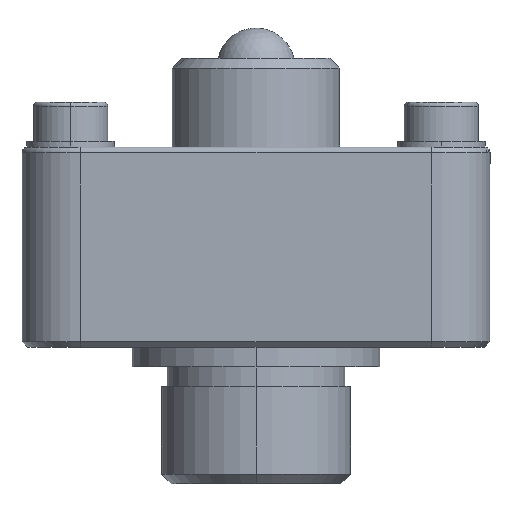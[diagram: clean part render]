
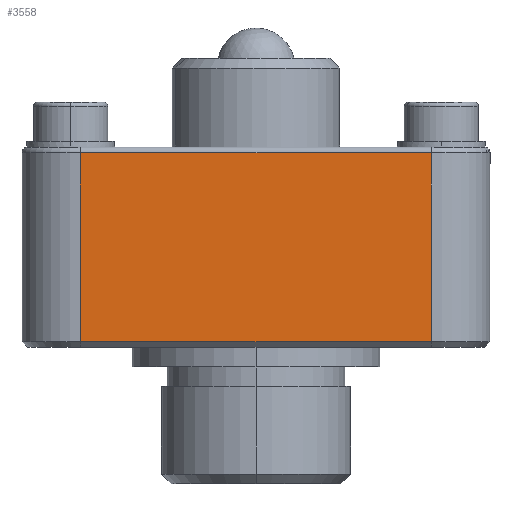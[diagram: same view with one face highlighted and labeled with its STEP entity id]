
A CAD part, left-side view. The second image highlights one B-rep face of the part: STEP entity #3558.
In plain terms, the highlighted planar face has unit normal (-1, 0, 0).
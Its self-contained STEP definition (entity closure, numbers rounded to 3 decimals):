
#227 = ORIENTED_EDGE ( 'NONE', *, *, #2274, .F. ) ;
#298 = CARTESIAN_POINT ( 'NONE',  ( -12., 9., 8.372 ) ) ;
#304 = VECTOR ( 'NONE', #2126, 1000. ) ;
#393 = AXIS2_PLACEMENT_3D ( 'NONE', #3138, #3156, #3484 ) ;
#493 = VERTEX_POINT ( 'NONE', #4350 ) ;
#645 = CARTESIAN_POINT ( 'NONE',  ( -12., -9., 3.392 ) ) ;
#720 = VECTOR ( 'NONE', #1973, 1000. ) ;
#827 = LINE ( 'NONE', #2350, #720 ) ;
#914 = PLANE ( 'NONE',  #393 ) ;
#988 = CARTESIAN_POINT ( 'NONE',  ( -12., -9., 8.372 ) ) ;
#1026 = CARTESIAN_POINT ( 'NONE',  ( -12., 9., 8.372 ) ) ;
#1069 = VERTEX_POINT ( 'NONE', #298 ) ;
#1096 = EDGE_LOOP ( 'NONE', ( #1305, #2876, #227, #4368 ) ) ;
#1144 = CARTESIAN_POINT ( 'NONE',  ( -12., -9., -1.308 ) ) ;
#1294 = FACE_OUTER_BOUND ( 'NONE', #1096, .T. ) ;
#1305 = ORIENTED_EDGE ( 'NONE', *, *, #4112, .T. ) ;
#1768 = CARTESIAN_POINT ( 'NONE',  ( -12., 9., -1.308 ) ) ;
#1815 = VECTOR ( 'NONE', #3017, 1000. ) ;
#1973 = DIRECTION ( 'NONE',  ( 0., 0., -1. ) ) ;
#2126 = DIRECTION ( 'NONE',  ( 0., 1., 0. ) ) ;
#2139 = LINE ( 'NONE', #645, #4053 ) ;
#2187 = DIRECTION ( 'NONE',  ( 0., 0., -1. ) ) ;
#2274 = EDGE_CURVE ( 'NONE', #2341, #493, #2139, .T. ) ;
#2341 = VERTEX_POINT ( 'NONE', #988 ) ;
#2350 = CARTESIAN_POINT ( 'NONE',  ( -12., 9., 3.392 ) ) ;
#2666 = LINE ( 'NONE', #1144, #1815 ) ;
#2876 = ORIENTED_EDGE ( 'NONE', *, *, #3110, .T. ) ;
#2973 = EDGE_CURVE ( 'NONE', #2341, #1069, #3205, .T. ) ;
#3017 = DIRECTION ( 'NONE',  ( 0., -1., 0. ) ) ;
#3110 = EDGE_CURVE ( 'NONE', #4278, #493, #2666, .T. ) ;
#3138 = CARTESIAN_POINT ( 'NONE',  ( -12., -9., 3.392 ) ) ;
#3156 = DIRECTION ( 'NONE',  ( 1., 0., 0. ) ) ;
#3205 = LINE ( 'NONE', #1026, #304 ) ;
#3484 = DIRECTION ( 'NONE',  ( 0., 0., -1. ) ) ;
#3558 = ADVANCED_FACE ( 'NONE', ( #1294 ), #914, .F. ) ;
#4053 = VECTOR ( 'NONE', #2187, 1000. ) ;
#4112 = EDGE_CURVE ( 'NONE', #1069, #4278, #827, .T. ) ;
#4278 = VERTEX_POINT ( 'NONE', #1768 ) ;
#4350 = CARTESIAN_POINT ( 'NONE',  ( -12., -9., -1.308 ) ) ;
#4368 = ORIENTED_EDGE ( 'NONE', *, *, #2973, .T. ) ;
